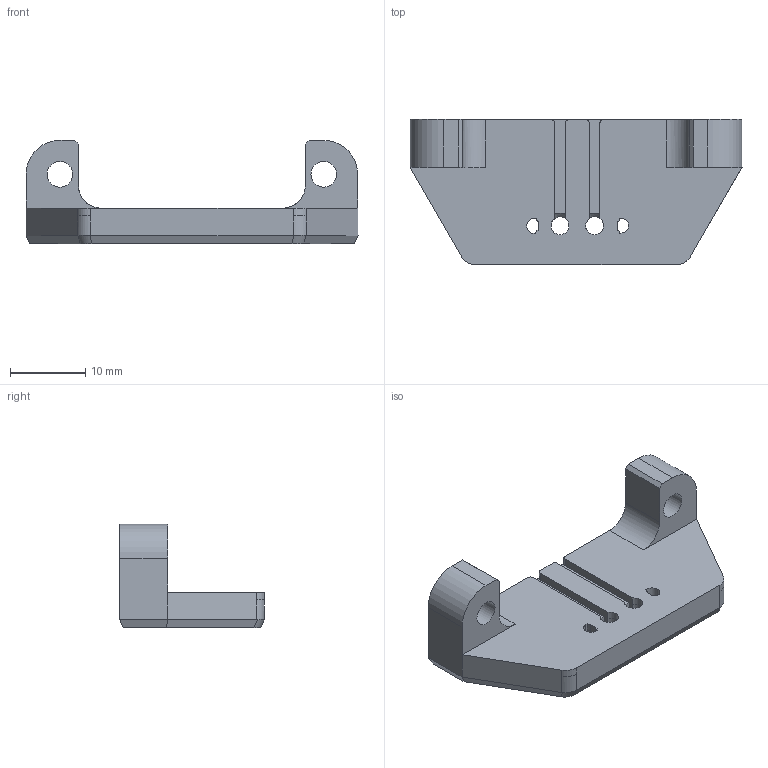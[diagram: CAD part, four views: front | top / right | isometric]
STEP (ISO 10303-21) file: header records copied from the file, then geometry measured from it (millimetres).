
FILE_DESCRIPTION(/* description */ (''),/* implementation_level */ '2;1');
FILE_NAME(/* name */ 'Klicky - Eva 2.4 mount.step',/* time_stamp */ '2022-02-24T08:58:45-06:00',/* author */ (''),/* organization */ (''),/* preprocessor_version */ 'ST-DEVELOPER v18.1',/* originating_system */ 'Autodesk Translation Framework v10.13.0.1454',/* authorisation */ '');
FILE_SCHEMA (('AUTOMOTIVE_DESIGN { 1 0 10303 214 3 1 1 }'));
Length unit declared in the file: millimetre
Products named in the file (5): Toolhead heatsets; Toolheads; [Assembly] Orbiter + Rapido; Klicky; Eva Mount
Assembly tree (4 placements, depth 5):
  Toolhead heatsets
    Toolheads
      [Assembly] Orbiter + Rapido
        Klicky
          Eva Mount
Bounding box: 44.04 x 19.22 x 13.7 mm (x, y, z)
Volume: 3760.4 mm3; surface area: 2799 mm2
Topology: 1 solids, 1 shells, 116 faces, 337 edges, 220 vertices
Faces by surface type: plane 74, cylinder 31, cone 9, bspline 2
Full cylindrical faces by diameter (mm): 2.385 x2, 3.4 x2
Entity records: 3975 total; most frequent: CARTESIAN_POINT 730, ORIENTED_EDGE 674, DIRECTION 656, EDGE_CURVE 337, LINE 228, VECTOR 228, VERTEX_POINT 220, AXIS2_PLACEMENT_3D 214
